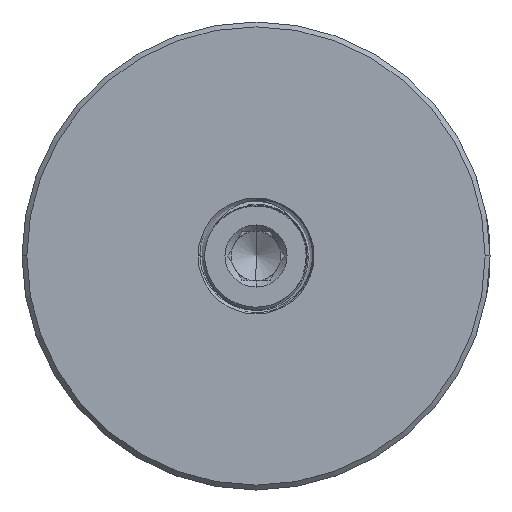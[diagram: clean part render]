
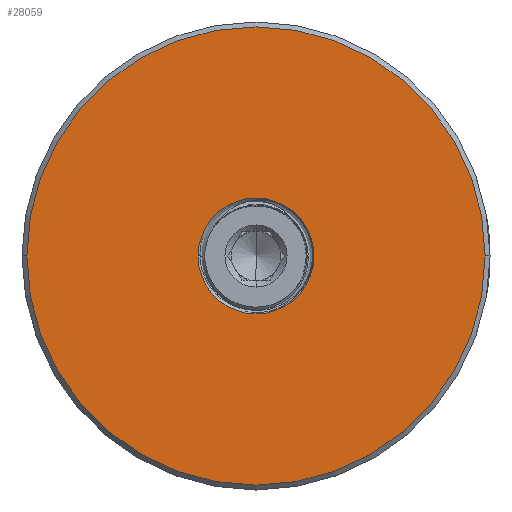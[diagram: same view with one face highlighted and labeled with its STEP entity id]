
A CAD part, left-side view. The second image highlights one B-rep face of the part: STEP entity #28059.
In plain terms, the highlighted planar face has unit normal (-1, 0, 0).
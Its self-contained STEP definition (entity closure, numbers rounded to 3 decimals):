
#790 = EDGE_LOOP ( 'NONE', ( #11814, #30820 ) ) ;
#1178 = AXIS2_PLACEMENT_3D ( 'NONE', #13172, #15745, #10860 ) ;
#1860 = DIRECTION ( 'NONE',  ( 0., 1., 0. ) ) ;
#2686 = CIRCLE ( 'NONE', #11061, 18.8 ) ;
#3233 = CARTESIAN_POINT ( 'NONE',  ( -29.565, 0., 0. ) ) ;
#6196 = CARTESIAN_POINT ( 'NONE',  ( -29.565, -18.8, 0. ) ) ;
#6382 = CARTESIAN_POINT ( 'NONE',  ( -29.565, 18.8, 0. ) ) ;
#6723 = DIRECTION ( 'NONE',  ( 1., 0., 0. ) ) ;
#7041 = DIRECTION ( 'NONE',  ( 1., 0., 0. ) ) ;
#9459 = DIRECTION ( 'NONE',  ( 0., 1., 0. ) ) ;
#9479 = EDGE_LOOP ( 'NONE', ( #31292, #17019 ) ) ;
#10088 = CARTESIAN_POINT ( 'NONE',  ( -29.565, 0., 0. ) ) ;
#10303 = AXIS2_PLACEMENT_3D ( 'NONE', #10088, #20335, #12859 ) ;
#10860 = DIRECTION ( 'NONE',  ( 0., 1., 0. ) ) ;
#11061 = AXIS2_PLACEMENT_3D ( 'NONE', #3233, #27977, #18506 ) ;
#11814 = ORIENTED_EDGE ( 'NONE', *, *, #32572, .T. ) ;
#12859 = DIRECTION ( 'NONE',  ( 0., 1., 0. ) ) ;
#13172 = CARTESIAN_POINT ( 'NONE',  ( -29.565, 0., 0. ) ) ;
#13262 = VERTEX_POINT ( 'NONE', #6382 ) ;
#15745 = DIRECTION ( 'NONE',  ( -1., 0., 0. ) ) ;
#15847 = EDGE_CURVE ( 'NONE', #29476, #30223, #16605, .T. ) ;
#16120 = AXIS2_PLACEMENT_3D ( 'NONE', #29965, #6723, #1860 ) ;
#16605 = CIRCLE ( 'NONE', #32059, 4.75 ) ;
#17019 = ORIENTED_EDGE ( 'NONE', *, *, #18637, .T. ) ;
#18506 = DIRECTION ( 'NONE',  ( 0., 1., 0. ) ) ;
#18637 = EDGE_CURVE ( 'NONE', #27837, #13262, #2686, .T. ) ;
#20335 = DIRECTION ( 'NONE',  ( 1., 0., 0. ) ) ;
#24154 = CARTESIAN_POINT ( 'NONE',  ( -29.565, 4.75, 0. ) ) ;
#25279 = EDGE_CURVE ( 'NONE', #13262, #27837, #32723, .T. ) ;
#26756 = CIRCLE ( 'NONE', #16120, 4.75 ) ;
#27400 = CARTESIAN_POINT ( 'NONE',  ( -29.565, 0., 0. ) ) ;
#27837 = VERTEX_POINT ( 'NONE', #6196 ) ;
#27977 = DIRECTION ( 'NONE',  ( -1., 0., 0. ) ) ;
#28059 = ADVANCED_FACE ( 'NONE', ( #31172, #28774 ), #28146, .F. ) ;
#28146 = PLANE ( 'NONE',  #10303 ) ;
#28774 = FACE_OUTER_BOUND ( 'NONE', #9479, .T. ) ;
#29476 = VERTEX_POINT ( 'NONE', #24154 ) ;
#29965 = CARTESIAN_POINT ( 'NONE',  ( -29.565, 0., 0. ) ) ;
#30223 = VERTEX_POINT ( 'NONE', #31346 ) ;
#30820 = ORIENTED_EDGE ( 'NONE', *, *, #15847, .T. ) ;
#31172 = FACE_BOUND ( 'NONE', #790, .T. ) ;
#31292 = ORIENTED_EDGE ( 'NONE', *, *, #25279, .T. ) ;
#31346 = CARTESIAN_POINT ( 'NONE',  ( -29.565, -4.75, 0. ) ) ;
#32059 = AXIS2_PLACEMENT_3D ( 'NONE', #27400, #7041, #9459 ) ;
#32572 = EDGE_CURVE ( 'NONE', #30223, #29476, #26756, .T. ) ;
#32723 = CIRCLE ( 'NONE', #1178, 18.8 ) ;
